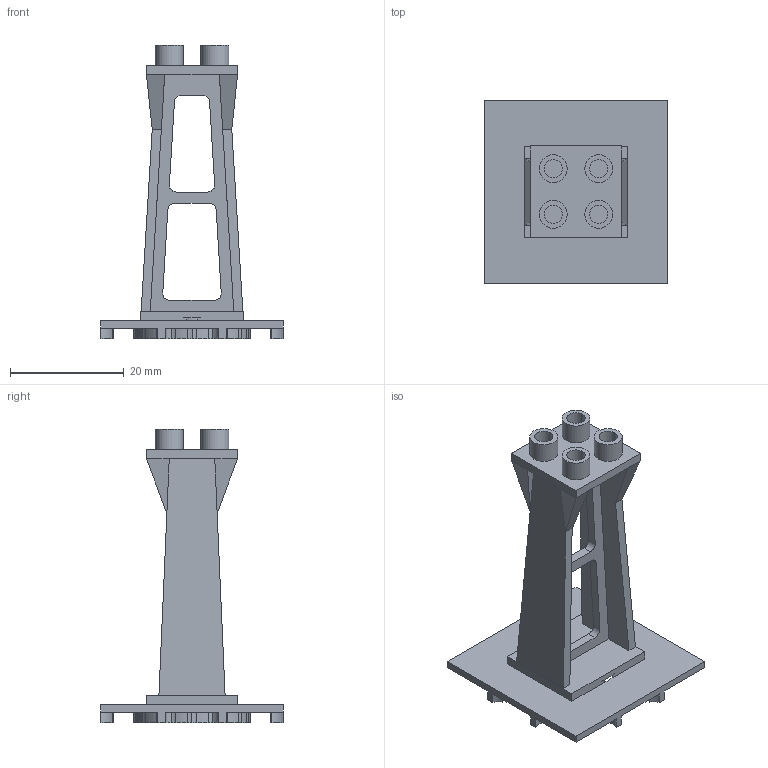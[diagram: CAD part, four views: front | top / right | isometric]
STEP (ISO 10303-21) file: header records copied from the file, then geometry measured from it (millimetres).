
FILE_DESCRIPTION(('Open CASCADE Model'),'2;1');
FILE_NAME('Open CASCADE Shape Model','2025-01-19T18:56:32',('Author'),( 'Open CASCADE'),'Open CASCADE STEP processor 7.7','Open CASCADE 7.7' ,'Unknown');
FILE_SCHEMA(('AUTOMOTIVE_DESIGN { 1 0 10303 214 1 1 1 1 }'));
Length unit declared in the file: millimetre
Products named in the file (1): Open CASCADE STEP translator 7.7 8
Bounding box: 32 x 32 x 51.6 mm (x, y, z)
Volume: 4236.1 mm3; surface area: 6300.9 mm2
Topology: 1 solids, 1 shells, 271 faces, 717 edges, 458 vertices
Faces by surface type: cylinder 143, plane 116, bspline 12
Full cylindrical faces by diameter (mm): 3.2 x5, 4.9 x4, 6.4 x1, 16.114 x1
Entity records: 18080 total; most frequent: CARTESIAN_POINT 4213, DIRECTION 2505, ORIENTED_EDGE 1434, PCURVE 1434, DEFINITIONAL_REPRESENTATION 1434, LINE 1027, VECTOR 1027, EDGE_CURVE 717
